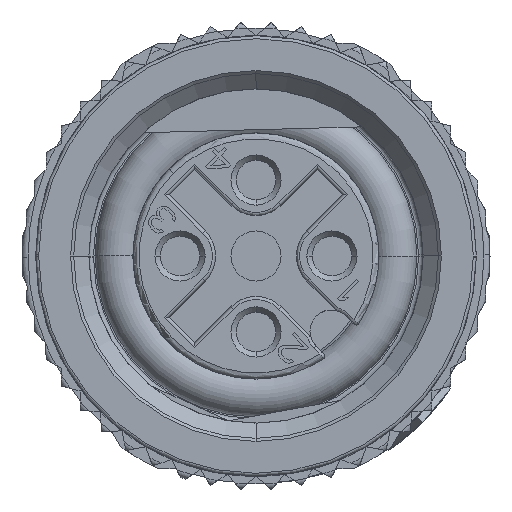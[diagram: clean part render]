
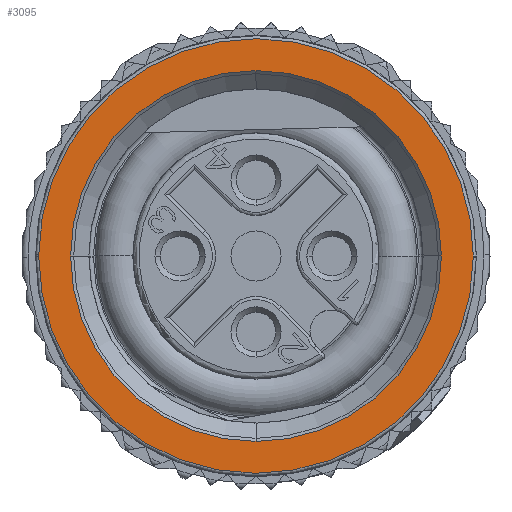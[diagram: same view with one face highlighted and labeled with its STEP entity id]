
A CAD part, front view. The second image highlights one B-rep face of the part: STEP entity #3095.
In plain terms, the highlighted planar face has unit normal (0, -1, 0).
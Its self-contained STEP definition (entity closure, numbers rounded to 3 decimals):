
#3095=ADVANCED_FACE('',(#6308,#6309),#6310,.T.);
#6308=FACE_OUTER_BOUND('',#16046,.T.);
#6309=FACE_BOUND('',#16047,.T.);
#6310=PLANE('',#16048);
#16046=EDGE_LOOP('',(#30588,#30589,#30590,#30591));
#16047=EDGE_LOOP('',(#30592,#30593,#30594,#30595));
#16048=AXIS2_PLACEMENT_3D('',#30596,#30597,#30598);
#30588=ORIENTED_EDGE('',*,*,#35058,.F.);
#30589=ORIENTED_EDGE('',*,*,#33457,.F.);
#30590=ORIENTED_EDGE('',*,*,#35056,.F.);
#30591=ORIENTED_EDGE('',*,*,#33462,.F.);
#30592=ORIENTED_EDGE('',*,*,#35066,.F.);
#30593=ORIENTED_EDGE('',*,*,#33440,.F.);
#30594=ORIENTED_EDGE('',*,*,#33447,.F.);
#30595=ORIENTED_EDGE('',*,*,#35067,.F.);
#30596=CARTESIAN_POINT('',(0.0,-12.4,0.0));
#30597=DIRECTION('',(0.0,-1.0,0.0));
#30598=DIRECTION('',(1.0,0.0,0.0));
#33440=EDGE_CURVE('',#38003,#38001,#38005,.T.);
#33447=EDGE_CURVE('',#38013,#38003,#38015,.T.);
#33457=EDGE_CURVE('',#38031,#38027,#38033,.T.);
#33462=EDGE_CURVE('',#38040,#38036,#38042,.T.);
#35056=EDGE_CURVE('',#38036,#38031,#40332,.T.);
#35058=EDGE_CURVE('',#38027,#38040,#40334,.T.);
#35066=EDGE_CURVE('',#38001,#40343,#40344,.T.);
#35067=EDGE_CURVE('',#40343,#38013,#40345,.T.);
#38001=VERTEX_POINT('',#44836);
#38003=VERTEX_POINT('',#44839);
#38005=CIRCLE('',#44842,6.1);
#38013=VERTEX_POINT('',#44851);
#38015=CIRCLE('',#44854,6.1);
#38027=VERTEX_POINT('',#44866);
#38031=VERTEX_POINT('',#44870);
#38033=CIRCLE('',#44872,7.15);
#38036=VERTEX_POINT('',#44875);
#38040=VERTEX_POINT('',#44879);
#38042=CIRCLE('',#44881,7.15);
#40332=CIRCLE('',#50080,7.15);
#40334=CIRCLE('',#50082,7.15);
#40343=VERTEX_POINT('',#50093);
#40344=CIRCLE('',#50094,6.1);
#40345=CIRCLE('',#50095,6.1);
#44836=CARTESIAN_POINT('',(0.0,-12.4,6.1));
#44839=CARTESIAN_POINT('',(6.1,-12.4,0.0));
#44842=AXIS2_PLACEMENT_3D('',#56056,#56057,#56058);
#44851=CARTESIAN_POINT('',(0.0,-12.4,-6.1));
#44854=AXIS2_PLACEMENT_3D('',#56067,#56068,#56069);
#44866=CARTESIAN_POINT('',(-7.15,-12.4,0.052));
#44870=CARTESIAN_POINT('',(-7.15,-12.4,0.0));
#44872=AXIS2_PLACEMENT_3D('',#56091,#56092,#56093);
#44875=CARTESIAN_POINT('',(7.15,-12.4,-0.052));
#44879=CARTESIAN_POINT('',(7.15,-12.4,0.0));
#44881=AXIS2_PLACEMENT_3D('',#56103,#56104,#56105);
#50080=AXIS2_PLACEMENT_3D('',#58004,#58005,#58006);
#50082=AXIS2_PLACEMENT_3D('',#58007,#58008,#58009);
#50093=CARTESIAN_POINT('',(-6.1,-12.4,0.0));
#50094=AXIS2_PLACEMENT_3D('',#58018,#58019,#58020);
#50095=AXIS2_PLACEMENT_3D('',#58021,#58022,#58023);
#56056=CARTESIAN_POINT('',(0.0,-12.4,0.0));
#56057=DIRECTION('',(0.0,-1.0,0.0));
#56058=DIRECTION('',(1.0,0.0,0.0));
#56067=CARTESIAN_POINT('',(0.0,-12.4,0.0));
#56068=DIRECTION('',(0.0,-1.0,0.0));
#56069=DIRECTION('',(0.0,0.0,-1.0));
#56091=CARTESIAN_POINT('',(0.0,-12.4,0.0));
#56092=DIRECTION('',(0.0,1.0,0.0));
#56093=DIRECTION('',(-1.0,0.0,0.0));
#56103=CARTESIAN_POINT('',(0.0,-12.4,0.0));
#56104=DIRECTION('',(-0.0,1.0,0.0));
#56105=DIRECTION('',(1.0,0.0,0.0));
#58004=CARTESIAN_POINT('',(0.0,-12.4,0.0));
#58005=DIRECTION('',(0.0,1.0,0.0));
#58006=DIRECTION('',(1.,0.0,-0.007));
#58007=CARTESIAN_POINT('',(0.0,-12.4,0.0));
#58008=DIRECTION('',(0.0,1.0,0.0));
#58009=DIRECTION('',(-1.,0.0,0.007));
#58018=CARTESIAN_POINT('',(0.0,-12.4,0.0));
#58019=DIRECTION('',(0.0,-1.0,0.0));
#58020=DIRECTION('',(0.0,0.0,1.0));
#58021=CARTESIAN_POINT('',(0.0,-12.4,0.0));
#58022=DIRECTION('',(0.0,-1.0,0.0));
#58023=DIRECTION('',(-1.0,0.0,0.0));
